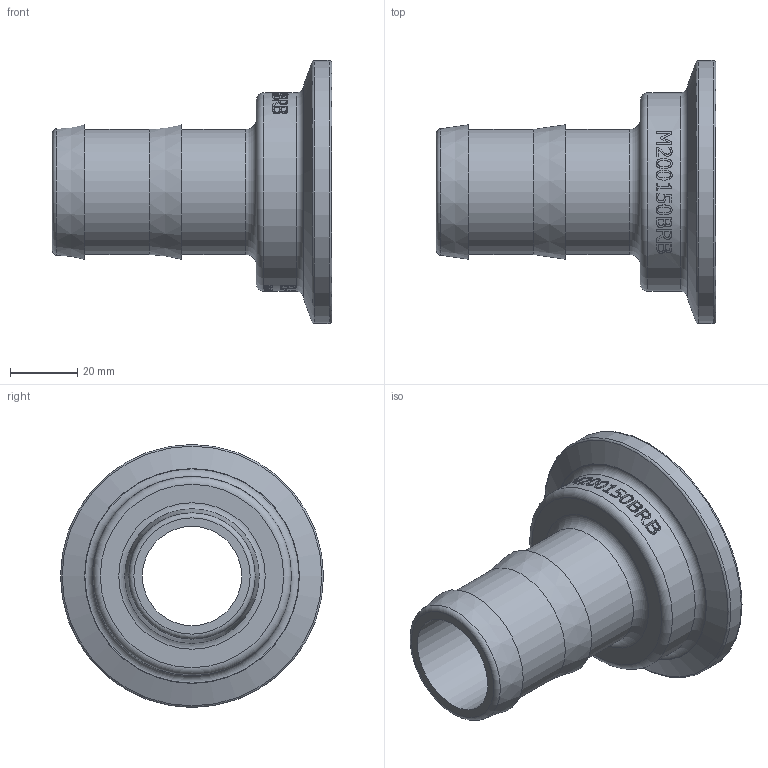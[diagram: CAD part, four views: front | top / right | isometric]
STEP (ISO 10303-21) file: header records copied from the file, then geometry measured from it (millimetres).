
FILE_DESCRIPTION(/* description */ ('1 1/2" HOSE BARB X 2" MNFLD FLG.'),/* implementation_level */ '2;1');
FILE_NAME(/* name */ 'M200150BRB.stp',/* time_stamp */ '2014-11-21T10:05:41-05:00',/* author */ ('ETQ'),/* organization */ (''),/* preprocessor_version */ 'ST-DEVELOPER v15.2',/* originating_system */ 'Autodesk Inventor 2014',/* authorisation */ '');
FILE_SCHEMA (('AUTOMOTIVE_DESIGN { 1 0 10303 214 3 1 1 }'));
Length unit declared in the file: inch
Products named in the file (1): M200150BRB
Bounding box: 82.8 x 77.98 x 77.98 mm (x, y, z)
Volume: 79570.7 mm3; surface area: 27103.3 mm2
Topology: 1 solids, 1 shells, 396 faces, 1041 edges, 691 vertices
Faces by surface type: plane 187, bspline 154, cylinder 45, torus 6, cone 4
Full cylindrical faces by diameter (mm): 29.464 x1, 37.084 x2, 55.626 x1, 58.928 x1, 77.978 x1
Entity records: 14771 total; most frequent: CARTESIAN_POINT 5816, ORIENTED_EDGE 2050, DIRECTION 1466, EDGE_CURVE 1025, VERTEX_POINT 691, AXIS2_PLACEMENT_3D 506, EDGE_LOOP 458, LINE 454
